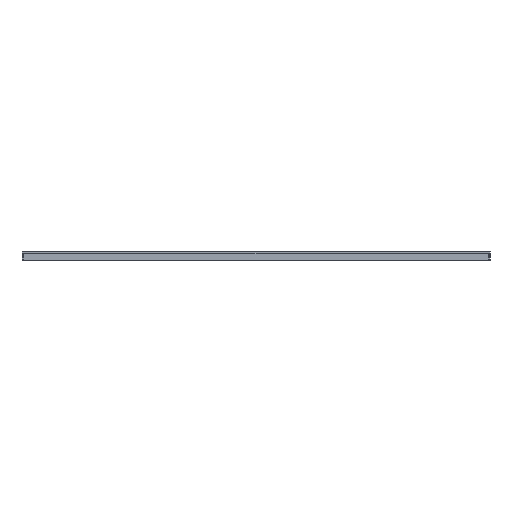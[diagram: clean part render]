
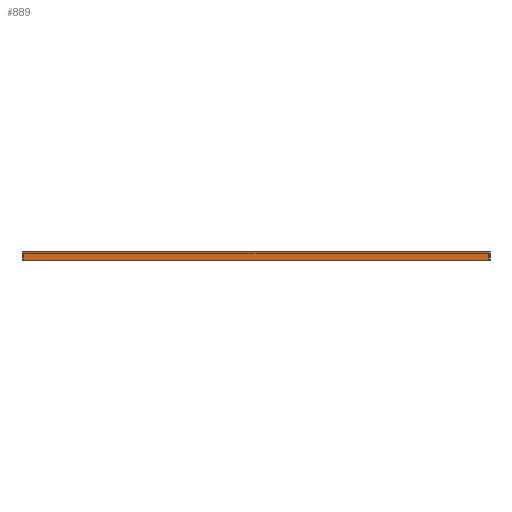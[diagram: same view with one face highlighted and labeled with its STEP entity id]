
A CAD part, left-side view. The second image highlights one B-rep face of the part: STEP entity #889.
In plain terms, the highlighted free-form (B-spline) face has degree [1, 1] with [2, 2] control points.
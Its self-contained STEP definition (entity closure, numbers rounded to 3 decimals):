
#840=(
BOUNDED_SURFACE()
B_SPLINE_SURFACE(1,1,((#841,#842),(#843,#844)),.UNSPECIFIED.,.F.,.F.,.F.)
B_SPLINE_SURFACE_WITH_KNOTS((2,2),(2,2),(0.000,1.000),(0.000,1.000),.UNSPECIFIED.)
GEOMETRIC_REPRESENTATION_ITEM()
RATIONAL_B_SPLINE_SURFACE(((1.,1.),(1.,1.)))
REPRESENTATION_ITEM('')
SURFACE()
);
#841=CARTESIAN_POINT('',(0.,571.5,-29.5));
#842=CARTESIAN_POINT('',(0.,571.5,23.5));
#843=CARTESIAN_POINT('',(0.,-21.5,-29.5));
#844=CARTESIAN_POINT('',(0.,-21.5,23.5));
#845=CARTESIAN_POINT('',(0.,550.,2.));
#846=VERTEX_POINT('',#845);
#847=(
BOUNDED_CURVE()
B_SPLINE_CURVE(1,(#848,#849),.UNSPECIFIED.,.F.,.F.)
B_SPLINE_CURVE_WITH_KNOTS((2,2),(0.000,1.000),.UNSPECIFIED.)
CURVE()
GEOMETRIC_REPRESENTATION_ITEM()
RATIONAL_B_SPLINE_CURVE((1.,1.))
REPRESENTATION_ITEM('')
);
#848=CARTESIAN_POINT('',(0.,550.,2.));
#849=CARTESIAN_POINT('',(0.,0.,2.));
#850=CARTESIAN_POINT('',(0.,0.,2.));
#851=VERTEX_POINT('',#850);
#852=EDGE_CURVE('',#846,#851,#847,.T.);
#853=ORIENTED_EDGE('',*,*,#852,.T.);
#854=(
BOUNDED_CURVE()
B_SPLINE_CURVE(1,(#855,#856),.UNSPECIFIED.,.F.,.F.)
B_SPLINE_CURVE_WITH_KNOTS((2,2),(0.000,1.000),.UNSPECIFIED.)
CURVE()
GEOMETRIC_REPRESENTATION_ITEM()
RATIONAL_B_SPLINE_CURVE((1.,1.))
REPRESENTATION_ITEM('')
);
#855=CARTESIAN_POINT('',(0.,0.,2.));
#856=CARTESIAN_POINT('',(0.,0.,0.));
#857=CARTESIAN_POINT('',(0.,0.,0.));
#858=VERTEX_POINT('',#857);
#859=EDGE_CURVE('',#851,#858,#854,.T.);
#860=ORIENTED_EDGE('',*,*,#859,.T.);
#861=(
BOUNDED_CURVE()
B_SPLINE_CURVE(1,(#862,#863),.UNSPECIFIED.,.F.,.F.)
B_SPLINE_CURVE_WITH_KNOTS((2,2),(0.000,1.000),.UNSPECIFIED.)
CURVE()
GEOMETRIC_REPRESENTATION_ITEM()
RATIONAL_B_SPLINE_CURVE((1.,1.))
REPRESENTATION_ITEM('')
);
#862=CARTESIAN_POINT('',(0.,0.,0.));
#863=CARTESIAN_POINT('',(0.,0.,-8.));
#864=CARTESIAN_POINT('',(0.,0.,-8.));
#865=VERTEX_POINT('',#864);
#866=EDGE_CURVE('',#858,#865,#861,.T.);
#867=ORIENTED_EDGE('',*,*,#866,.T.);
#868=(
BOUNDED_CURVE()
B_SPLINE_CURVE(1,(#869,#870),.UNSPECIFIED.,.F.,.F.)
B_SPLINE_CURVE_WITH_KNOTS((2,2),(0.000,1.000),.UNSPECIFIED.)
CURVE()
GEOMETRIC_REPRESENTATION_ITEM()
RATIONAL_B_SPLINE_CURVE((1.,1.))
REPRESENTATION_ITEM('')
);
#869=CARTESIAN_POINT('',(0.,0.,-8.));
#870=CARTESIAN_POINT('',(0.,550.,-8.));
#871=CARTESIAN_POINT('',(0.,550.,-8.));
#872=VERTEX_POINT('',#871);
#873=EDGE_CURVE('',#865,#872,#868,.T.);
#874=ORIENTED_EDGE('',*,*,#873,.T.);
#875=(
BOUNDED_CURVE()
B_SPLINE_CURVE(1,(#876,#877),.UNSPECIFIED.,.F.,.F.)
B_SPLINE_CURVE_WITH_KNOTS((2,2),(0.000,1.000),.UNSPECIFIED.)
CURVE()
GEOMETRIC_REPRESENTATION_ITEM()
RATIONAL_B_SPLINE_CURVE((1.,1.))
REPRESENTATION_ITEM('')
);
#876=CARTESIAN_POINT('',(0.,550.,-8.));
#877=CARTESIAN_POINT('',(0.,550.,0.));
#878=CARTESIAN_POINT('',(0.,550.,0.));
#879=VERTEX_POINT('',#878);
#880=EDGE_CURVE('',#872,#879,#875,.T.);
#881=ORIENTED_EDGE('',*,*,#880,.T.);
#882=(
BOUNDED_CURVE()
B_SPLINE_CURVE(1,(#883,#884),.UNSPECIFIED.,.F.,.F.)
B_SPLINE_CURVE_WITH_KNOTS((2,2),(0.000,1.000),.UNSPECIFIED.)
CURVE()
GEOMETRIC_REPRESENTATION_ITEM()
RATIONAL_B_SPLINE_CURVE((1.,1.))
REPRESENTATION_ITEM('')
);
#883=CARTESIAN_POINT('',(0.,550.,0.));
#884=CARTESIAN_POINT('',(0.,550.,2.));
#885=EDGE_CURVE('',#879,#846,#882,.T.);
#886=ORIENTED_EDGE('',*,*,#885,.T.);
#887=EDGE_LOOP('',(#853,#860,#867,#874,#881,#886));
#888=FACE_OUTER_BOUND('',#887,.T.);
#889=ADVANCED_FACE('',(#888),#840,.T.);
